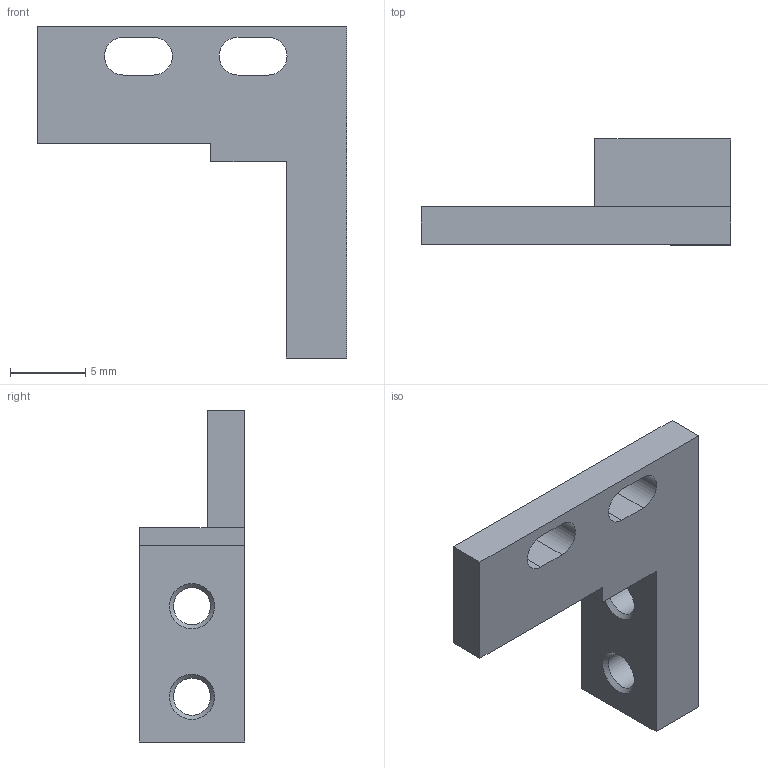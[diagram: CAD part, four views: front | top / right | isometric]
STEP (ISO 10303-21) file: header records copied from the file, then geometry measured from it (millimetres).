
FILE_DESCRIPTION(/* description */ (''),/* implementation_level */ '2;1');
FILE_NAME(/* name */ 'EOAT_Assembly_Gripper_Finger2.step',/* time_stamp */ '2023-08-16T19:18:29+08:00',/* author */ (''),/* organization */ (''),/* preprocessor_version */ 'ST-DEVELOPER v20',/* originating_system */ 'Autodesk Translation Framework v12.9.0.99',/* authorisation */ '');
FILE_SCHEMA (('AUTOMOTIVE_DESIGN { 1 0 10303 214 3 1 1 }'));
Length unit declared in the file: millimetre
Products named in the file (3): EOAT_Assembly; HDP10(0); FingerHDP10
Assembly tree (2 placements, depth 3):
  EOAT_Assembly
    HDP10(0)
      FingerHDP10
Bounding box: 20.5 x 7 x 22 mm (x, y, z)
Volume: 750.6 mm3; surface area: 924.6 mm2
Topology: 1 solids, 1 shells, 26 faces, 69 edges, 45 vertices
Faces by surface type: plane 16, cylinder 6, cone 4
Full cylindrical faces by diameter (mm): 2.459 x2
Entity records: 903 total; most frequent: DIRECTION 149, CARTESIAN_POINT 145, ORIENTED_EDGE 138, EDGE_CURVE 69, LINE 51, VECTOR 51, AXIS2_PLACEMENT_3D 49, VERTEX_POINT 45
